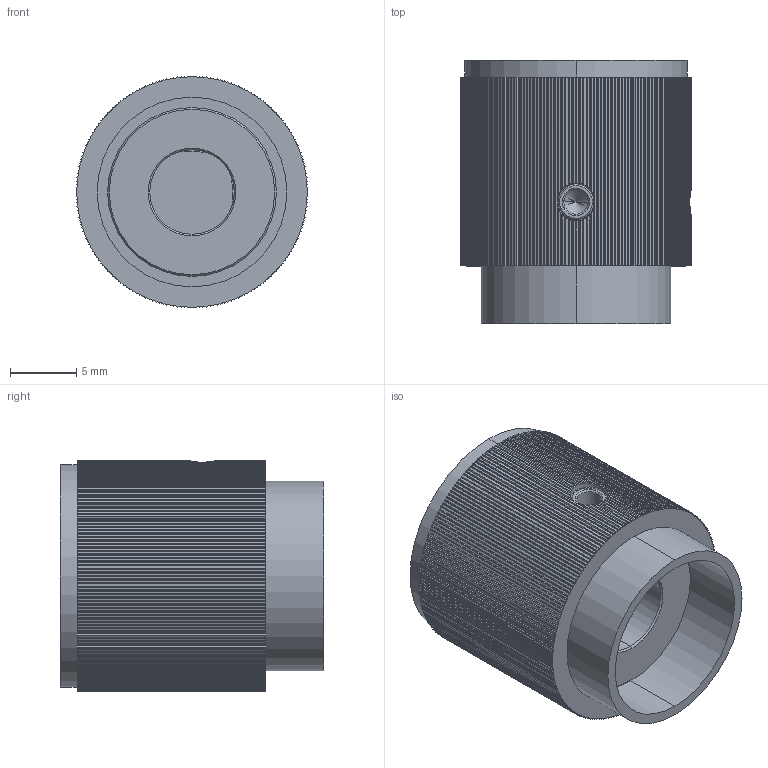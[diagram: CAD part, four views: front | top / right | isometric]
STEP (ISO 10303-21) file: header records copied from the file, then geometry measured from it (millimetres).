
FILE_DESCRIPTION (( 'STEP AP214' ), '1' );
FILE_NAME ('8555.STEP', '2007-12-12T20:30:55', ( 'Richard Maletta' ), ( '' ), 'SwSTEP 2.0', 'SolidWorks 2007', '' );
FILE_SCHEMA (( 'AUTOMOTIVE_DESIGN' ));
Length unit declared in the file: millimetre
Products named in the file (1): 8555
Bounding box: 17.45 x 19.81 x 17.45 mm (x, y, z)
Volume: 2926.7 mm3; surface area: 2613.1 mm2
Topology: 3 solids, 3 shells, 858 faces, 2511 edges, 1660 vertices
Faces by surface type: plane 468, cylinder 358, cone 24, bspline 8
Entity records: 42204 total; most frequent: CARTESIAN_POINT 10642, ORIENTED_EDGE 5014, DIRECTION 4289, EDGE_CURVE 2507, VECTOR 1663, LINE 1663, VERTEX_POINT 1660, AXIS2_PLACEMENT_3D 1313
